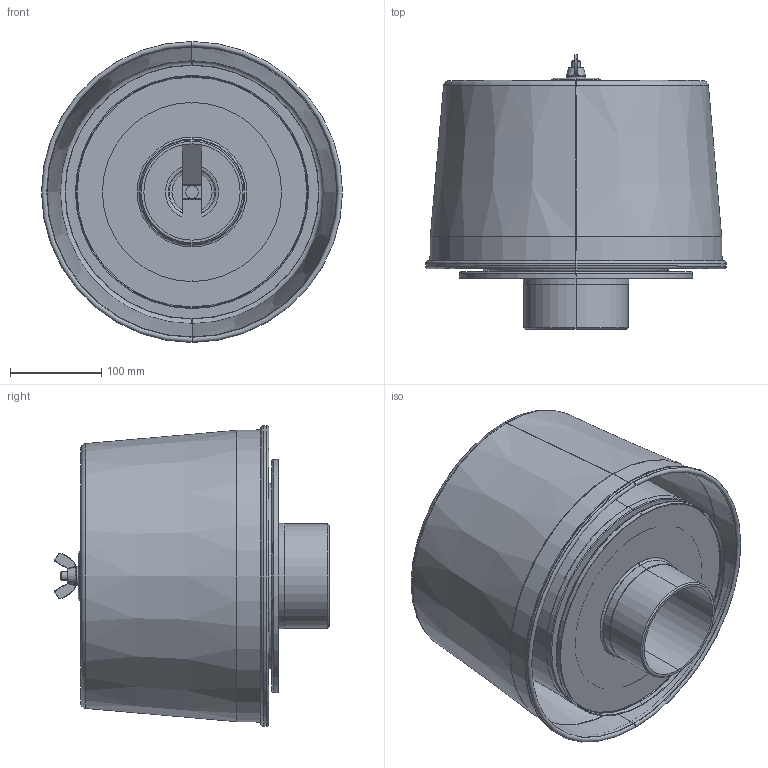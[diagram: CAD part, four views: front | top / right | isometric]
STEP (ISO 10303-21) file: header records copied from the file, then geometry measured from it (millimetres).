
FILE_DESCRIPTION((''),'2;1');
FILE_NAME('401-00038_ASM','2017-03-14T',('DELL'),('vacuvane vacuum technology gmbh'),'CREO PARAMETRIC BY PTC INC, 2014190','CREO PARAMETRIC BY PTC INC, 2014190','');
FILE_SCHEMA(('CONFIG_CONTROL_DESIGN'));
Length unit declared in the file: millimetre
Products named in the file (7): 401-00038-900; 401-00038-901; 401-00063; 401-00038-902; 401-00038-903; DIN-314-M10; 401-00038_ASM
Assembly tree (7 placements, depth 2):
  401-00038_ASM
    401-00038-900
    401-00038-901  x2
    401-00063
    401-00038-902
    401-00038-903
    DIN-314-M10
Bounding box: 330 x 301.3 x 330 mm (x, y, z)
Volume: 4713278.1 mm3; surface area: 1163347.1 mm2
Topology: 7 solids, 8 shells, 253 faces, 549 edges, 319 vertices
Faces by surface type: torus 84, cylinder 71, plane 50, cone 24, bspline 20, sphere 4
Entity records: 7701 total; most frequent: CARTESIAN_POINT 1976, DIRECTION 1328, ORIENTED_EDGE 1082, AXIS2_PLACEMENT_3D 588, EDGE_CURVE 541, CIRCLE 345, VERTEX_POINT 315, EDGE_LOOP 274
